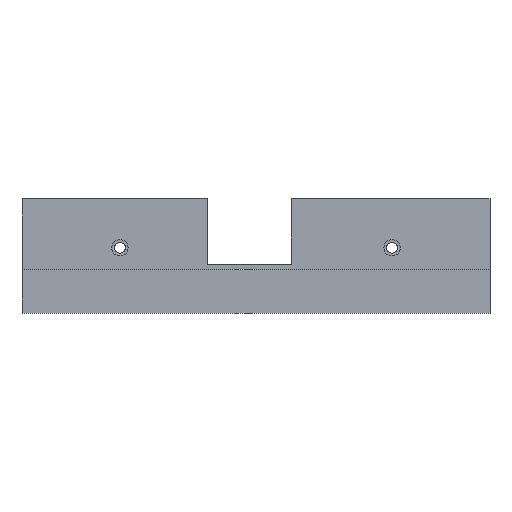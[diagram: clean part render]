
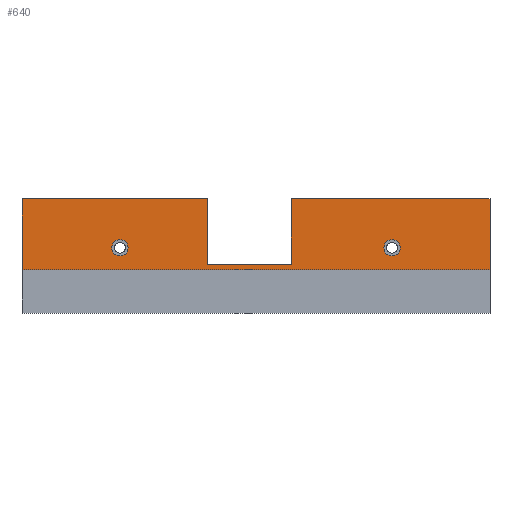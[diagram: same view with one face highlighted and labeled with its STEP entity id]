
A CAD part, top view. The second image highlights one B-rep face of the part: STEP entity #640.
In plain terms, the highlighted planar face has unit normal (0, 0, 1).
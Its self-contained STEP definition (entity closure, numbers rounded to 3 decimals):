
#20=FACE_BOUND('',#114,.T.);
#21=FACE_BOUND('',#115,.T.);
#44=PLANE('',#700);
#76=FACE_OUTER_BOUND('',#113,.T.);
#113=EDGE_LOOP('',(#572,#573,#574,#575,#576,#577,#578,#579));
#114=EDGE_LOOP('',(#580));
#115=EDGE_LOOP('',(#581));
#151=LINE('',#964,#226);
#172=LINE('',#1007,#247);
#174=LINE('',#1012,#249);
#176=LINE('',#1016,#251);
#180=LINE('',#1023,#255);
#183=LINE('',#1031,#258);
#186=LINE('',#1036,#261);
#187=LINE('',#1037,#262);
#226=VECTOR('',#788,10.);
#247=VECTOR('',#829,10.);
#249=VECTOR('',#833,10.);
#251=VECTOR('',#837,10.);
#255=VECTOR('',#843,10.);
#258=VECTOR('',#850,10.);
#261=VECTOR('',#855,10.);
#262=VECTOR('',#856,10.);
#271=CIRCLE('',#661,1.5);
#274=CIRCLE('',#666,1.5);
#285=VERTEX_POINT('',#877);
#288=VERTEX_POINT('',#886);
#316=VERTEX_POINT('',#961);
#317=VERTEX_POINT('',#963);
#329=VERTEX_POINT('',#1005);
#331=VERTEX_POINT('',#1011);
#332=VERTEX_POINT('',#1015);
#334=VERTEX_POINT('',#1021);
#336=VERTEX_POINT('',#1028);
#337=VERTEX_POINT('',#1030);
#343=EDGE_CURVE('',#285,#285,#271,.T.);
#347=EDGE_CURVE('',#288,#288,#274,.T.);
#386=EDGE_CURVE('',#317,#316,#151,.T.);
#408=EDGE_CURVE('',#316,#329,#172,.T.);
#410=EDGE_CURVE('',#331,#317,#174,.T.);
#412=EDGE_CURVE('',#332,#331,#176,.T.);
#416=EDGE_CURVE('',#329,#334,#180,.T.);
#419=EDGE_CURVE('',#337,#336,#183,.T.);
#422=EDGE_CURVE('',#334,#337,#186,.T.);
#423=EDGE_CURVE('',#336,#332,#187,.T.);
#572=ORIENTED_EDGE('',*,*,#408,.T.);
#573=ORIENTED_EDGE('',*,*,#416,.T.);
#574=ORIENTED_EDGE('',*,*,#422,.T.);
#575=ORIENTED_EDGE('',*,*,#419,.T.);
#576=ORIENTED_EDGE('',*,*,#423,.T.);
#577=ORIENTED_EDGE('',*,*,#412,.T.);
#578=ORIENTED_EDGE('',*,*,#410,.T.);
#579=ORIENTED_EDGE('',*,*,#386,.T.);
#580=ORIENTED_EDGE('',*,*,#343,.T.);
#581=ORIENTED_EDGE('',*,*,#347,.T.);
#640=ADVANCED_FACE('',(#76,#20,#21),#44,.T.);
#661=AXIS2_PLACEMENT_3D('',#878,#710,#711);
#666=AXIS2_PLACEMENT_3D('',#887,#721,#722);
#700=AXIS2_PLACEMENT_3D('',#1035,#853,#854);
#710=DIRECTION('center_axis',(0.,0.,-1.));
#711=DIRECTION('ref_axis',(-1.,0.,0.));
#721=DIRECTION('center_axis',(0.,0.,-1.));
#722=DIRECTION('ref_axis',(-1.,0.,0.));
#788=DIRECTION('',(-1.,0.,0.));
#829=DIRECTION('',(0.,1.,0.));
#833=DIRECTION('',(0.,-1.,0.));
#837=DIRECTION('',(-1.,0.,0.));
#843=DIRECTION('',(-1.,0.,0.));
#850=DIRECTION('',(1.,0.,0.));
#853=DIRECTION('center_axis',(0.,0.,1.));
#854=DIRECTION('ref_axis',(1.,0.,0.));
#855=DIRECTION('',(0.,-1.,0.));
#856=DIRECTION('',(0.,1.,0.));
#877=CARTESIAN_POINT('',(-18.5,-0.5,9.));
#878=CARTESIAN_POINT('Origin',(-20.,-0.5,9.));
#886=CARTESIAN_POINT('',(31.5,-0.5,9.));
#887=CARTESIAN_POINT('Origin',(30.,-0.5,9.));
#961=CARTESIAN_POINT('',(-4.,-3.5,9.));
#963=CARTESIAN_POINT('',(11.5,-3.5,9.));
#964=CARTESIAN_POINT('',(0.5,-3.5,9.));
#1005=CARTESIAN_POINT('',(-4.,8.5,9.));
#1007=CARTESIAN_POINT('',(-4.,5.25,9.));
#1011=CARTESIAN_POINT('',(11.5,8.5,9.));
#1012=CARTESIAN_POINT('',(11.5,-0.75,9.));
#1015=CARTESIAN_POINT('',(48.,8.5,9.));
#1016=CARTESIAN_POINT('',(-38.,8.5,9.));
#1021=CARTESIAN_POINT('',(-38.,8.5,9.));
#1023=CARTESIAN_POINT('',(-38.,8.5,9.));
#1028=CARTESIAN_POINT('',(48.,-4.5,9.));
#1030=CARTESIAN_POINT('',(-38.,-4.5,9.));
#1031=CARTESIAN_POINT('',(-38.,-4.5,9.));
#1035=CARTESIAN_POINT('Origin',(5.,2.,9.));
#1036=CARTESIAN_POINT('',(-38.,-11.,9.));
#1037=CARTESIAN_POINT('',(48.,8.5,9.));
